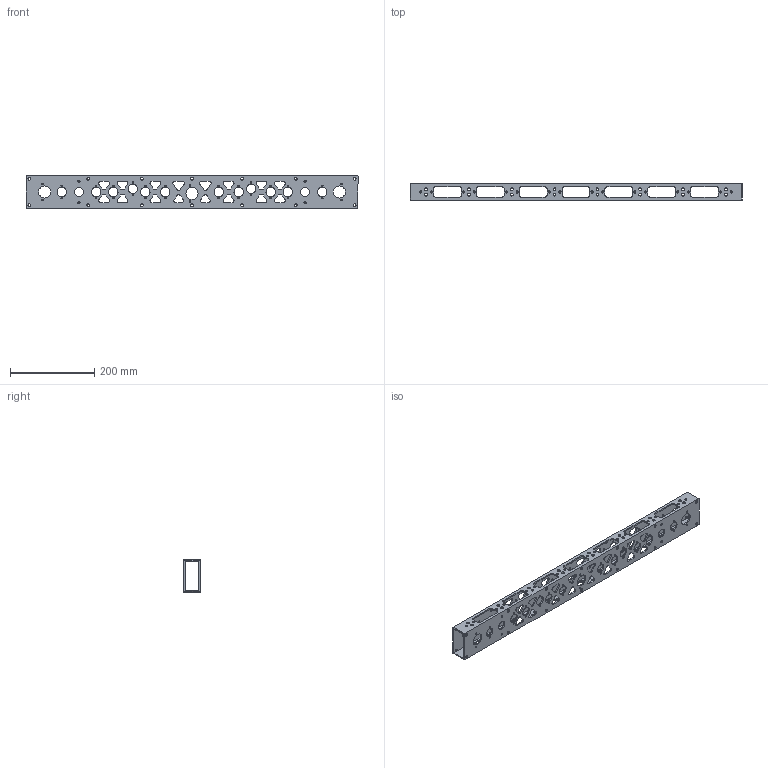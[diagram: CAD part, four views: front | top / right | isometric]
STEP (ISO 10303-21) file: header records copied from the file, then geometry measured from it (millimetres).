
FILE_DESCRIPTION (( 'STEP AP203' ), '1' );
FILE_NAME ('am-0653 ToughBox Nano Tube 31 Rev3.STEP', '2013-01-31T17:00:53', ( '' ), ( '' ), 'SwSTEP 2.0', 'SolidWorks 2010', '' );
FILE_SCHEMA (( 'CONFIG_CONTROL_DESIGN' ));
Length unit declared in the file: inch
Products named in the file (1): am-0653 ToughBox Nano Tube 31 Rev3
Bounding box: 787.4 x 38.1 x 76.2 mm (x, y, z)
Volume: 374541.7 mm3; surface area: 268580.1 mm2
Topology: 1 solids, 1 shells, 722 faces, 2160 edges, 1440 vertices
Faces by surface type: cylinder 556, plane 166
Entity records: 25939 total; most frequent: DIRECTION 4718, CARTESIAN_POINT 4323, ORIENTED_EDGE 4320, EDGE_CURVE 2160, AXIS2_PLACEMENT_3D 1835, VERTEX_POINT 1440, EDGE_LOOP 1204, CIRCLE 1112
